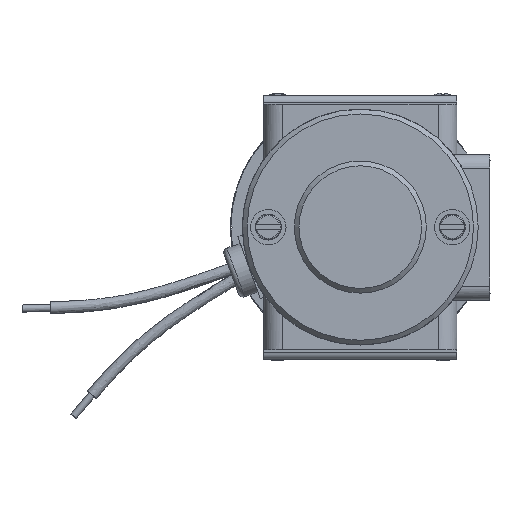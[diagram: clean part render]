
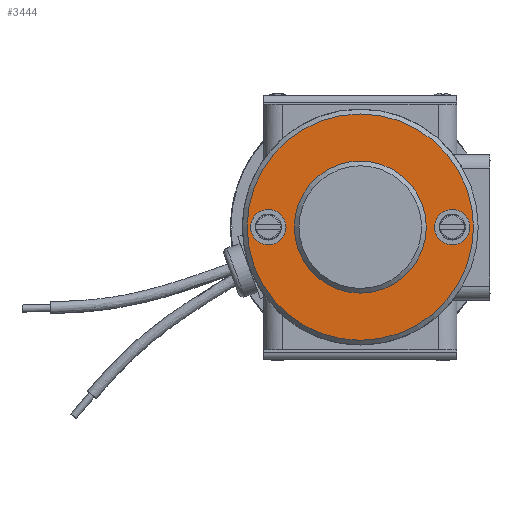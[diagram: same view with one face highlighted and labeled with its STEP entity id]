
A CAD part, left-side view. The second image highlights one B-rep face of the part: STEP entity #3444.
In plain terms, the highlighted planar face has unit normal (-1, 0, 0).
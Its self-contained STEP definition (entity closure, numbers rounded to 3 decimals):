
#242 = EDGE_CURVE ( 'NONE', #6448, #6448, #1044, .T. ) ;
#376 = ORIENTED_EDGE ( 'NONE', *, *, #4760, .F. ) ;
#695 = DIRECTION ( 'NONE',  ( 0., 0., -1. ) ) ;
#703 = DIRECTION ( 'NONE',  ( -1., 0., 0. ) ) ;
#717 = CARTESIAN_POINT ( 'NONE',  ( -36., -19.5, 0. ) ) ;
#958 = DIRECTION ( 'NONE',  ( 0., 0., 1. ) ) ;
#961 = DIRECTION ( 'NONE',  ( -1., 0., 0. ) ) ;
#982 = CARTESIAN_POINT ( 'NONE',  ( -36., 0., 0. ) ) ;
#1044 = CIRCLE ( 'NONE', #1055, 3.75 ) ;
#1055 = AXIS2_PLACEMENT_3D ( 'NONE', #717, #703, #695 ) ;
#1928 = ORIENTED_EDGE ( 'NONE', *, *, #2313, .T. ) ;
#2313 = EDGE_CURVE ( 'NONE', #6271, #6271, #11180, .T. ) ;
#2423 = AXIS2_PLACEMENT_3D ( 'NONE', #5030, #5028, #5025 ) ;
#2432 = CIRCLE ( 'NONE', #2423, 3.75 ) ;
#2662 = ORIENTED_EDGE ( 'NONE', *, *, #242, .F. ) ;
#3444 = ADVANCED_FACE ( 'Defeature ausgef�hrt1_84', ( #5230, #5228, #5220, #5217 ), #5206, .T. ) ;
#4335 = AXIS2_PLACEMENT_3D ( 'NONE', #5189, #5188, #5178 ) ;
#4760 = EDGE_CURVE ( 'NONE', #6002, #6002, #10406, .T. ) ;
#5025 = DIRECTION ( 'NONE',  ( 0., 0., 1. ) ) ;
#5028 = DIRECTION ( 'NONE',  ( -1., 0., 0. ) ) ;
#5030 = CARTESIAN_POINT ( 'NONE',  ( -36., 19.5, 0. ) ) ;
#5178 = DIRECTION ( 'NONE',  ( 0., 0., 1. ) ) ;
#5188 = DIRECTION ( 'NONE',  ( -1., 0., 0. ) ) ;
#5189 = CARTESIAN_POINT ( 'NONE',  ( -36., 0., 0. ) ) ;
#5206 = PLANE ( 'NONE',  #4335 ) ;
#5217 = FACE_BOUND ( 'NONE', #5854, .T. ) ;
#5220 = FACE_OUTER_BOUND ( 'NONE', #6038, .T. ) ;
#5228 = FACE_BOUND ( 'NONE', #8607, .T. ) ;
#5230 = FACE_BOUND ( 'NONE', #8281, .T. ) ;
#5854 = EDGE_LOOP ( 'NONE', ( #376 ) ) ;
#5879 = CARTESIAN_POINT ( 'NONE',  ( -36., 19.5, 3.75 ) ) ;
#5889 = VERTEX_POINT ( 'NONE', #5879 ) ;
#5998 = CARTESIAN_POINT ( 'NONE',  ( -36., 0., 14. ) ) ;
#6002 = VERTEX_POINT ( 'NONE', #5998 ) ;
#6038 = EDGE_LOOP ( 'NONE', ( #1928 ) ) ;
#6263 = CARTESIAN_POINT ( 'NONE',  ( -36., 0., 24. ) ) ;
#6271 = VERTEX_POINT ( 'NONE', #6263 ) ;
#6434 = CARTESIAN_POINT ( 'NONE',  ( -36., -19.5, -3.75 ) ) ;
#6448 = VERTEX_POINT ( 'NONE', #6434 ) ;
#7163 = EDGE_CURVE ( 'NONE', #5889, #5889, #2432, .T. ) ;
#8281 = EDGE_LOOP ( 'NONE', ( #8301 ) ) ;
#8301 = ORIENTED_EDGE ( 'NONE', *, *, #7163, .F. ) ;
#8607 = EDGE_LOOP ( 'NONE', ( #2662 ) ) ;
#10300 = AXIS2_PLACEMENT_3D ( 'NONE', #11574, #11572, #11571 ) ;
#10406 = CIRCLE ( 'NONE', #10300, 14. ) ;
#11180 = CIRCLE ( 'NONE', #11181, 24. ) ;
#11181 = AXIS2_PLACEMENT_3D ( 'NONE', #982, #961, #958 ) ;
#11571 = DIRECTION ( 'NONE',  ( 0., 0., 1. ) ) ;
#11572 = DIRECTION ( 'NONE',  ( -1., 0., 0. ) ) ;
#11574 = CARTESIAN_POINT ( 'NONE',  ( -36., 0., 0. ) ) ;
